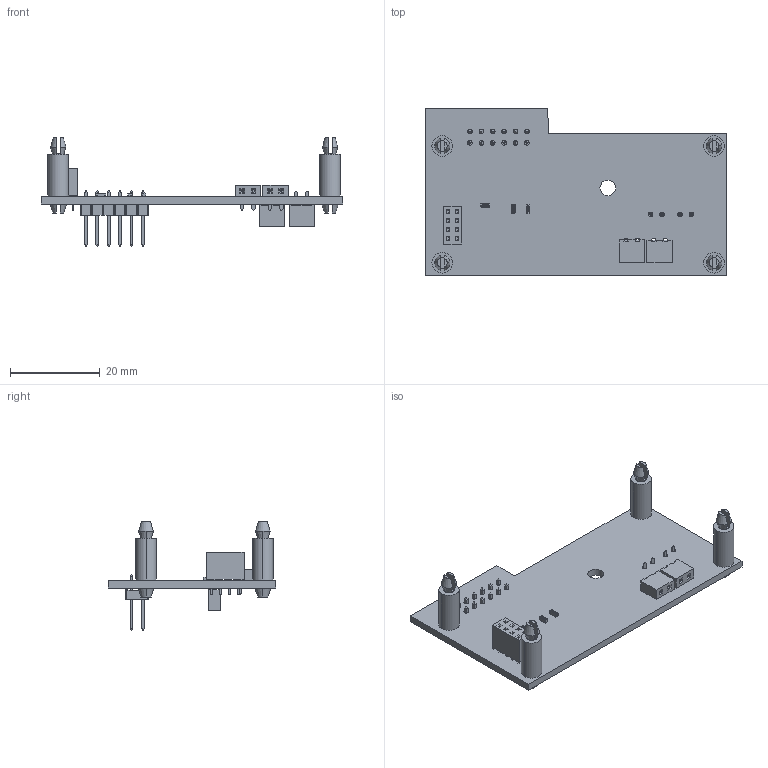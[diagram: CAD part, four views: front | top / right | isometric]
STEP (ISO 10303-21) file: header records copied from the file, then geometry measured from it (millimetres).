
FILE_DESCRIPTION(('Open CASCADE Model'),'2;1');
FILE_NAME('Open CASCADE Shape Model','2021-04-06T16:24:56',('Author'),( 'Open CASCADE'),'Open CASCADE STEP processor 6.8','Open CASCADE 6.8' ,'Unknown');
FILE_SCHEMA(('AUTOMOTIVE_DESIGN { 1 0 10303 214 1 1 1 1 }'));
Length unit declared in the file: millimetre
Products named in the file (33): PCB; Board; P1; 9664_AF2D-200-08-G-H63; ANTELEC-CAC-IS-C-F-TR-D; Broche_plate_droite; Isolant_standard; FIX2; keystone-PN8882; FIX3; FIX4; R1; 0603(1608M)_Cap; FIX1; P16; 9670_F1D-02-G-; P17; P18; 9674_A61-12-7-G; ANTELEC-CAC-SI-C-M-TR-D; e; P3V3; 9709_AF1C-02-G-H5; ANTELEC-CAC-IS-C-F-TR-C-V2; e; Isolant_standard_V5; P+5V; R2; R3
Assembly tree (59 placements, depth 5):
  PCB
    Board
    P1
      9664_AF2D-200-08-G-H63
        ANTELEC-CAC-IS-C-F-TR-D
          Broche_plate_droite  x8
          Isolant_standard
    FIX2
      keystone-PN8882
    FIX3
      keystone-PN8882
    FIX4
      keystone-PN8882
    R1
      0603(1608M)_Cap
    FIX1
      keystone-PN8882
    P16
      9670_F1D-02-G-
        ANTELEC-CAC-IS-C-F-TR-D
          Broche_plate_droite  x2
          Isolant_standard
    P17
      9670_F1D-02-G-
        ANTELEC-CAC-IS-C-F-TR-D
          Broche_plate_droite  x2
          Isolant_standard
    P18
      9674_A61-12-7-G
        ANTELEC-CAC-SI-C-M-TR-D
  e  x12
          Isolant_standard
    P3V3
      9709_AF1C-02-G-H5
        ANTELEC-CAC-IS-C-F-TR-C-V2
  e  x2
          Isolant_standard_V5
    P+5V
      9709_AF1C-02-G-H5
        ANTELEC-CAC-IS-C-F-TR-C-V2
  e  x2
          Isolant_standard_V5
    R2
      0603(1608M)_Cap
    R3
      0603(1608M)_Cap
Bounding box: 67.17 x 37.33 x 24.43 mm (x, y, z)
Volume: 5002.6 mm3; surface area: 7642.2 mm2
Topology: 48 solids, 48 shells, 1234 faces, 3041 edges, 1920 vertices
Faces by surface type: plane 865, bspline 216, cylinder 121, cone 32
Full cylindrical faces by diameter (mm): 0.8 x8, 1.02 x16, 1.1 x4, 3.2 x4, 3.5 x1
Entity records: 22712 total; most frequent: CARTESIAN_POINT 6209, ORIENTED_EDGE 2692, DIRECTION 2333, EDGE_CURVE 1346, LINE 1067, VECTOR 1067, VERTEX_POINT 867, FACE_BOUND 637
